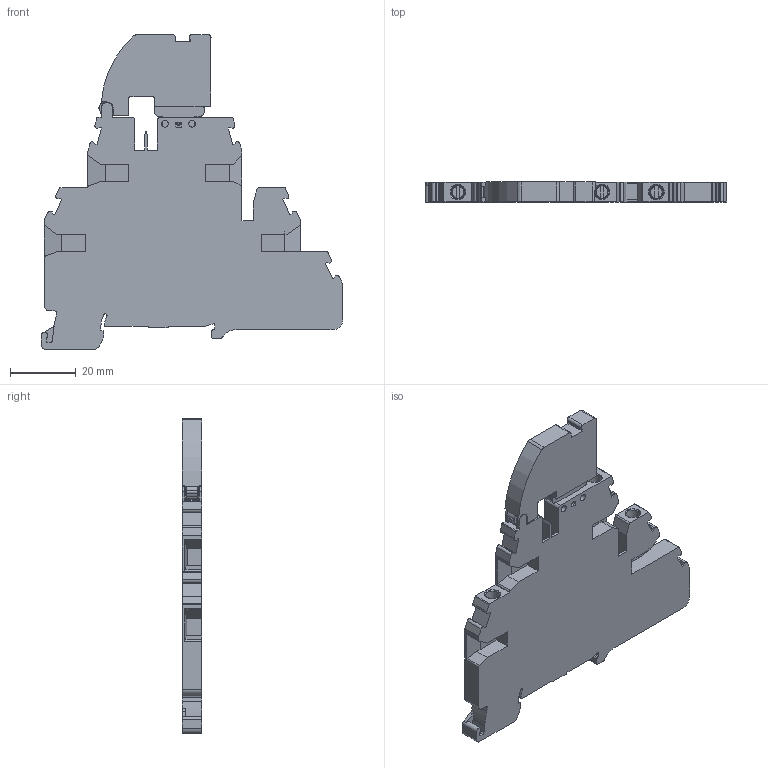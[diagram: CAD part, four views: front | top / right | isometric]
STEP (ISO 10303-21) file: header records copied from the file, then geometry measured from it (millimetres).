
FILE_DESCRIPTION(/* description */ ('Unknown'),/* implementation_level */ '2;1');
FILE_NAME(/* name */ 'TQF4-2T_3D_SOLID',/* time_stamp */ '2021-05-27T10:24:37+06:00',/* author */ ('Unknown'),/* organization */ ('Unknown'),/* preprocessor_version */ 'ST-DEVELOPER v16.7',/* originating_system */ 'DEX',/* authorisation */ $);
FILE_SCHEMA (('AUTOMOTIVE_DESIGN {1 0 10303 214 3 1 1}'));
Length unit declared in the file: millimetre
Products named in the file (1): TQF4-2T_3D_SOLID
Bounding box: 91.99 x 6 x 95.98 mm (x, y, z)
Volume: 28977.3 mm3; surface area: 15162.8 mm2
Topology: 1 solids, 4 shells, 484 faces, 1383 edges, 913 vertices
Faces by surface type: plane 307, cylinder 152, torus 19, cone 4, bspline 2
Full cylindrical faces by diameter (mm): 1.5 x4, 2.1 x2, 4 x4, 4.3 x4, 4.8 x4
Entity records: 18983 total; most frequent: CARTESIAN_POINT 2857, ORIENTED_EDGE 2676, DIRECTION 2617, EDGE_CURVE 1338, LINE 953, VECTOR 953, VERTEX_POINT 896, AXIS2_PLACEMENT_3D 832
